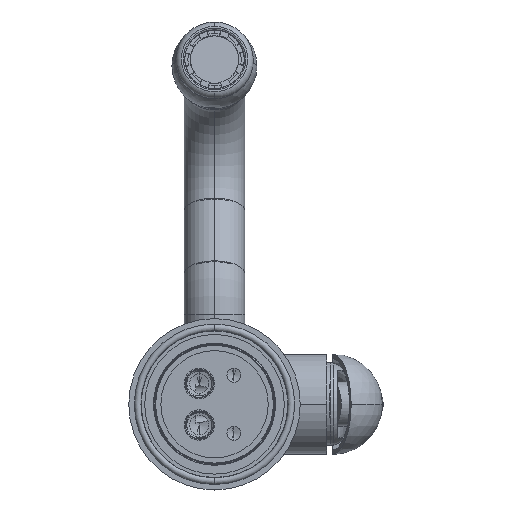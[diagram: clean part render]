
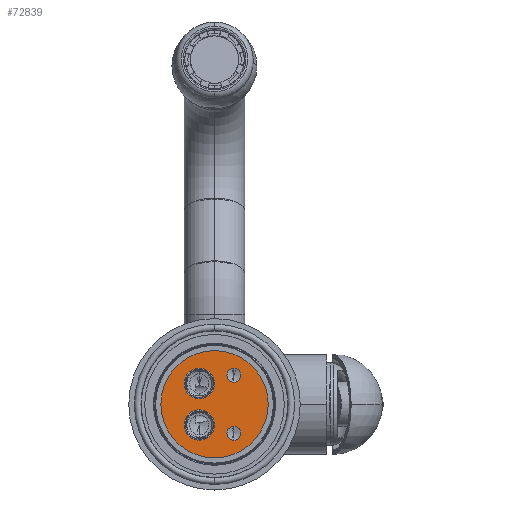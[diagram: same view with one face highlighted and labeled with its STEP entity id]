
A CAD part, front view. The second image highlights one B-rep face of the part: STEP entity #72839.
In plain terms, the highlighted planar face has unit normal (0, -1, 0).
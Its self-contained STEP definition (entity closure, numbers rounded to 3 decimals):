
#380 = ORIENTED_EDGE ( 'NONE', *, *, #81671, .F. ) ;
#628 = DIRECTION ( 'NONE',  ( 0., -1., 0. ) ) ;
#1832 = EDGE_CURVE ( 'NONE', #53374, #2649, #32493, .T. ) ;
#2241 = AXIS2_PLACEMENT_3D ( 'NONE', #5130, #87702, #88614 ) ;
#2313 = CARTESIAN_POINT ( 'NONE',  ( 7., 1., 10.5 ) ) ;
#2436 = ORIENTED_EDGE ( 'NONE', *, *, #22930, .F. ) ;
#2649 = VERTEX_POINT ( 'NONE', #56733 ) ;
#2758 = EDGE_LOOP ( 'NONE', ( #380, #16518 ) ) ;
#3290 = CIRCLE ( 'NONE', #76483, 19.407 ) ;
#3896 = CIRCLE ( 'NONE', #44927, 5.5 ) ;
#5130 = CARTESIAN_POINT ( 'NONE',  ( -5.5, 1., -7.5 ) ) ;
#5512 = EDGE_CURVE ( 'NONE', #2649, #53374, #3896, .T. ) ;
#6063 = EDGE_CURVE ( 'NONE', #64226, #86454, #33294, .T. ) ;
#6478 = CARTESIAN_POINT ( 'NONE',  ( 7., 1., 10.5 ) ) ;
#6901 = VERTEX_POINT ( 'NONE', #85478 ) ;
#9060 = DIRECTION ( 'NONE',  ( 0., -1., 0. ) ) ;
#9983 = CARTESIAN_POINT ( 'NONE',  ( 7., 1., -13. ) ) ;
#10598 = FACE_BOUND ( 'NONE', #86806, .T. ) ;
#12099 = CARTESIAN_POINT ( 'NONE',  ( 0., 1., -19.407 ) ) ;
#12287 = DIRECTION ( 'NONE',  ( 0., 0., -1. ) ) ;
#13797 = EDGE_LOOP ( 'NONE', ( #64573, #84795 ) ) ;
#16033 = DIRECTION ( 'NONE',  ( 0., 0., -1. ) ) ;
#16518 = ORIENTED_EDGE ( 'NONE', *, *, #67249, .F. ) ;
#17923 = DIRECTION ( 'NONE',  ( 0., 0., 1. ) ) ;
#18620 = CARTESIAN_POINT ( 'NONE',  ( 7., 1., 13. ) ) ;
#19763 = CARTESIAN_POINT ( 'NONE',  ( 0., 1., 0. ) ) ;
#20400 = CARTESIAN_POINT ( 'NONE',  ( 0., 1., 0. ) ) ;
#22191 = EDGE_CURVE ( 'NONE', #86158, #88381, #87017, .T. ) ;
#22509 = CIRCLE ( 'NONE', #89918, 2.5 ) ;
#22930 = EDGE_CURVE ( 'NONE', #86454, #64226, #70878, .T. ) ;
#25285 = DIRECTION ( 'NONE',  ( 0., 1., 0. ) ) ;
#26181 = DIRECTION ( 'NONE',  ( 0., -1., 0. ) ) ;
#27240 = ORIENTED_EDGE ( 'NONE', *, *, #22191, .F. ) ;
#27571 = DIRECTION ( 'NONE',  ( 0., -1., 0. ) ) ;
#29905 = FACE_BOUND ( 'NONE', #50460, .T. ) ;
#31335 = AXIS2_PLACEMENT_3D ( 'NONE', #2313, #78917, #16033 ) ;
#32493 = CIRCLE ( 'NONE', #83755, 5.5 ) ;
#33294 = CIRCLE ( 'NONE', #47869, 2.5 ) ;
#33309 = DIRECTION ( 'NONE',  ( 0., -1., 0. ) ) ;
#33331 = VERTEX_POINT ( 'NONE', #83163 ) ;
#33551 = DIRECTION ( 'NONE',  ( 0., 0., -1. ) ) ;
#33565 = DIRECTION ( 'NONE',  ( 0., -1., 0. ) ) ;
#35629 = CIRCLE ( 'NONE', #40033, 5.5 ) ;
#37054 = DIRECTION ( 'NONE',  ( 0., 0., -1. ) ) ;
#40033 = AXIS2_PLACEMENT_3D ( 'NONE', #67461, #26181, #88114 ) ;
#40111 = AXIS2_PLACEMENT_3D ( 'NONE', #76299, #628, #79015 ) ;
#42471 = VERTEX_POINT ( 'NONE', #12099 ) ;
#44015 = ORIENTED_EDGE ( 'NONE', *, *, #6063, .F. ) ;
#44927 = AXIS2_PLACEMENT_3D ( 'NONE', #70780, #57437, #63000 ) ;
#44941 = ORIENTED_EDGE ( 'NONE', *, *, #5512, .F. ) ;
#46380 = CARTESIAN_POINT ( 'NONE',  ( -19.407, 1., 0. ) ) ;
#46601 = DIRECTION ( 'NONE',  ( 0., 0., -1. ) ) ;
#47869 = AXIS2_PLACEMENT_3D ( 'NONE', #6478, #33565, #67523 ) ;
#49964 = EDGE_CURVE ( 'NONE', #33331, #42471, #3290, .T. ) ;
#50460 = EDGE_LOOP ( 'NONE', ( #27240, #88152 ) ) ;
#52953 = EDGE_LOOP ( 'NONE', ( #71004, #44941 ) ) ;
#53374 = VERTEX_POINT ( 'NONE', #80597 ) ;
#54616 = FACE_BOUND ( 'NONE', #2758, .T. ) ;
#56291 = CARTESIAN_POINT ( 'NONE',  ( 7., 1., -8. ) ) ;
#56733 = CARTESIAN_POINT ( 'NONE',  ( -5.5, 1., 13. ) ) ;
#57437 = DIRECTION ( 'NONE',  ( 0., -1., 0. ) ) ;
#58408 = EDGE_CURVE ( 'NONE', #88381, #86158, #22509, .T. ) ;
#60471 = CARTESIAN_POINT ( 'NONE',  ( -5.5, 1., 7.5 ) ) ;
#60606 = PLANE ( 'NONE',  #88688 ) ;
#63000 = DIRECTION ( 'NONE',  ( 0., 0., -1. ) ) ;
#64226 = VERTEX_POINT ( 'NONE', #18620 ) ;
#64573 = ORIENTED_EDGE ( 'NONE', *, *, #88715, .T. ) ;
#67037 = FACE_OUTER_BOUND ( 'NONE', #13797, .T. ) ;
#67249 = EDGE_CURVE ( 'NONE', #88369, #6901, #72480, .T. ) ;
#67461 = CARTESIAN_POINT ( 'NONE',  ( -5.5, 1., -7.5 ) ) ;
#67523 = DIRECTION ( 'NONE',  ( 0., 0., -1. ) ) ;
#70780 = CARTESIAN_POINT ( 'NONE',  ( -5.5, 1., 7.5 ) ) ;
#70878 = CIRCLE ( 'NONE', #31335, 2.5 ) ;
#71004 = ORIENTED_EDGE ( 'NONE', *, *, #1832, .F. ) ;
#71907 = CARTESIAN_POINT ( 'NONE',  ( 7., 1., -10.5 ) ) ;
#72480 = CIRCLE ( 'NONE', #2241, 5.5 ) ;
#72549 = CARTESIAN_POINT ( 'NONE',  ( 7., 1., 8. ) ) ;
#72839 = ADVANCED_FACE ( 'NONE', ( #10598, #29905, #85878, #54616, #67037 ), #60606, .F. ) ;
#75574 = AXIS2_PLACEMENT_3D ( 'NONE', #20400, #33309, #46601 ) ;
#76299 = CARTESIAN_POINT ( 'NONE',  ( 7., 1., -10.5 ) ) ;
#76483 = AXIS2_PLACEMENT_3D ( 'NONE', #19763, #27571, #33551 ) ;
#78917 = DIRECTION ( 'NONE',  ( 0., -1., 0. ) ) ;
#79015 = DIRECTION ( 'NONE',  ( 0., 0., -1. ) ) ;
#80597 = CARTESIAN_POINT ( 'NONE',  ( -5.5, 1., 2. ) ) ;
#81141 = DIRECTION ( 'NONE',  ( 0., -1., 0. ) ) ;
#81671 = EDGE_CURVE ( 'NONE', #6901, #88369, #35629, .T. ) ;
#83163 = CARTESIAN_POINT ( 'NONE',  ( 0., 1., 19.407 ) ) ;
#83755 = AXIS2_PLACEMENT_3D ( 'NONE', #60471, #81141, #12287 ) ;
#84795 = ORIENTED_EDGE ( 'NONE', *, *, #49964, .T. ) ;
#85478 = CARTESIAN_POINT ( 'NONE',  ( -5.5, 1., -13. ) ) ;
#85653 = CARTESIAN_POINT ( 'NONE',  ( -5.5, 1., -2. ) ) ;
#85878 = FACE_BOUND ( 'NONE', #52953, .T. ) ;
#86158 = VERTEX_POINT ( 'NONE', #9983 ) ;
#86454 = VERTEX_POINT ( 'NONE', #72549 ) ;
#86806 = EDGE_LOOP ( 'NONE', ( #2436, #44015 ) ) ;
#87017 = CIRCLE ( 'NONE', #40111, 2.5 ) ;
#87250 = CIRCLE ( 'NONE', #75574, 19.407 ) ;
#87702 = DIRECTION ( 'NONE',  ( 0., -1., 0. ) ) ;
#88114 = DIRECTION ( 'NONE',  ( 0., 0., -1. ) ) ;
#88152 = ORIENTED_EDGE ( 'NONE', *, *, #58408, .F. ) ;
#88369 = VERTEX_POINT ( 'NONE', #85653 ) ;
#88381 = VERTEX_POINT ( 'NONE', #56291 ) ;
#88614 = DIRECTION ( 'NONE',  ( 0., 0., -1. ) ) ;
#88688 = AXIS2_PLACEMENT_3D ( 'NONE', #46380, #25285, #17923 ) ;
#88715 = EDGE_CURVE ( 'NONE', #42471, #33331, #87250, .T. ) ;
#89918 = AXIS2_PLACEMENT_3D ( 'NONE', #71907, #9060, #37054 ) ;
